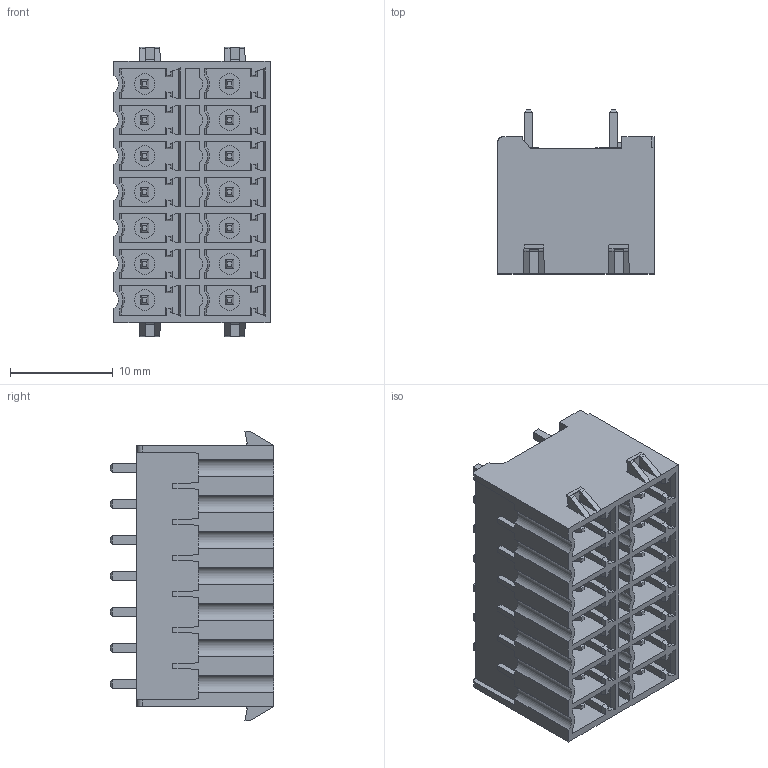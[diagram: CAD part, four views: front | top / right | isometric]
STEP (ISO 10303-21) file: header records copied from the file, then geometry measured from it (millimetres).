
FILE_DESCRIPTION((''),'2;1');
FILE_NAME('TLPHDL-007V-1','2024-09-14T08:41:41',('sheji109'),(''),'CREO PARAMETRIC BY PTC INC, 2018100','CREO PARAMETRIC BY PTC INC, 2018100','');
FILE_SCHEMA(('AUTOMOTIVE_DESIGN { 1 0 10303 214 1 1 1 1 }'));
Length unit declared in the file: millimetre
Products named in the file (1): TLPHDL-007V-1
Bounding box: 15.2 x 15.9 x 28.1 mm (x, y, z)
Volume: 3310.9 mm3; surface area: 4833.1 mm2
Topology: 1 solids, 16 shells, 1385 faces, 3673 edges, 2383 vertices
Faces by surface type: plane 1191, cylinder 127, cone 57, bspline 10
Entity records: 42751 total; most frequent: CARTESIAN_POINT 8502, ORIENTED_EDGE 7346, DIRECTION 6542, EDGE_CURVE 3673, VECTOR 3226, LINE 3226, VERTEX_POINT 2383, AXIS2_PLACEMENT_3D 1658
